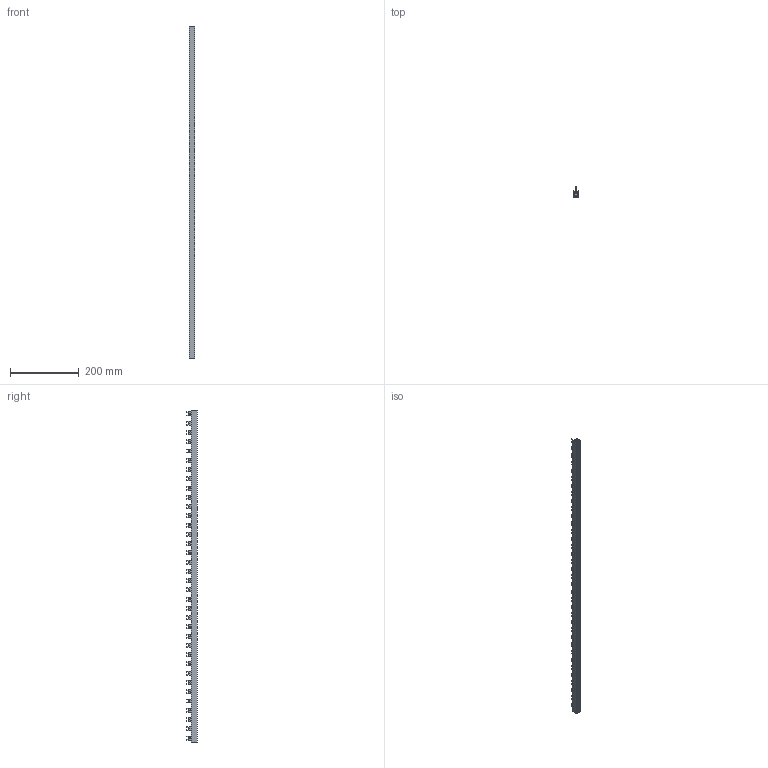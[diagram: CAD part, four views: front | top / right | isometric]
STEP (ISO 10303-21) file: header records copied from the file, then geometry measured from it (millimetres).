
FILE_DESCRIPTION((''),'2;1');
FILE_NAME('IZ16_3F_STV_ASM','2021-04-02T',('marketing.praksa'),('Audax d.o.o.'),'CREO PARAMETRIC BY PTC INC, 2017480','CREO PARAMETRIC BY PTC INC, 2017480','');
FILE_SCHEMA(('AUTOMOTIVE_DESIGN { 1 0 10303 214 1 1 1 1 }'));
Products named in the file (6): PRT0109; WL-BASE; COPPER_P1_36MOD; PRT0112; COPPER_P2_36MOD; IZ16_3F_STV_ASM
Assembly tree (5 placements, depth 2):
  IZ16_3F_STV_ASM
    PRT0109
    WL-BASE
    COPPER_P1_36MOD
    PRT0112
    COPPER_P2_36MOD
Bounding box: 16.5 x 31.55 x 968.17 mm (x, y, z)
Volume: 160783.8 mm3; surface area: 299683.9 mm2
Topology: 7 solids, 7 shells, 875 faces, 2574 edges, 1716 vertices
Faces by surface type: plane 459, cylinder 416
Entity records: 43772 total; most frequent: CARTESIAN_POINT 5283, ORIENTED_EDGE 5148, DIRECTION 5138, PRESENTATION_STYLE_ASSIGNMENT 3456, STYLED_ITEM 3456, CURVE_STYLE 2574, EDGE_CURVE 2574, VECTOR 1742
